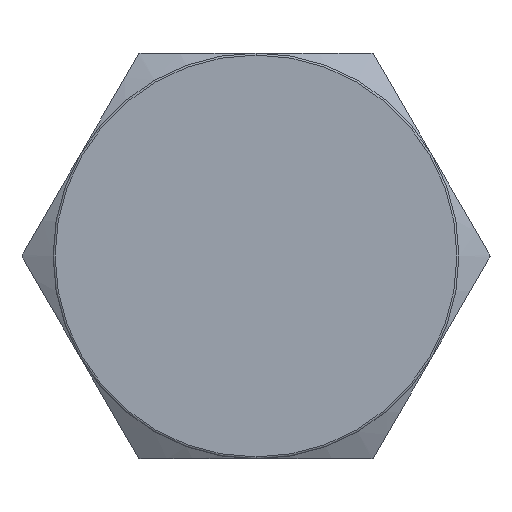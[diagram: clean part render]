
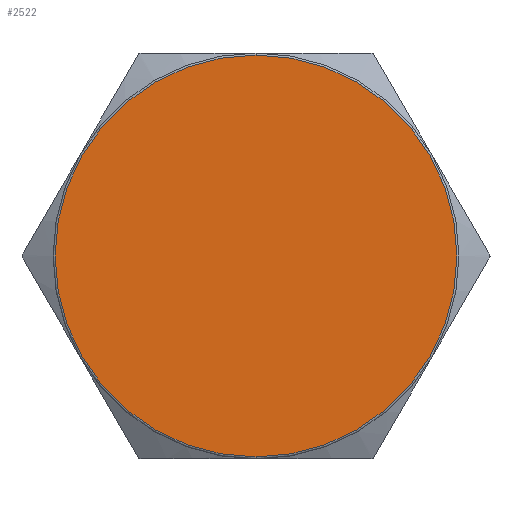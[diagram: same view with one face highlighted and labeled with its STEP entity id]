
A CAD part, left-side view. The second image highlights one B-rep face of the part: STEP entity #2522.
In plain terms, the highlighted planar face has unit normal (-1, 0, 0).
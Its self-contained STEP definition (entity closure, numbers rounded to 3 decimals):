
#545=CARTESIAN_POINT('',(-2.5,0.,0.));
#546=DIRECTION('',(-1.,0.,0.));
#547=DIRECTION('',(0.,0.,1.));
#548=AXIS2_PLACEMENT_3D('',#545,#546,#547);
#550=CARTESIAN_POINT('',(-2.5,0.,0.));
#551=DIRECTION('',(-1.,0.,0.));
#552=DIRECTION('',(0.,0.,-1.));
#553=AXIS2_PLACEMENT_3D('',#550,#551,#552);
#2059=CARTESIAN_POINT('',(-2.5,0.,20.4));
#2060=CARTESIAN_POINT('',(-2.5,0.,-20.4));
#2061=VERTEX_POINT('',#2059);
#2062=VERTEX_POINT('',#2060);
#2512=CARTESIAN_POINT('',(-2.5,0.,0.));
#2513=DIRECTION('',(1.,0.,0.));
#2514=DIRECTION('',(0.,1.,0.));
#2515=AXIS2_PLACEMENT_3D('',#2512,#2513,#2514);
#2516=PLANE('',#2515);
#2518=ORIENTED_EDGE('',*,*,#2517,.F.);
#2519=ORIENTED_EDGE('',*,*,#2502,.F.);
#2520=EDGE_LOOP('',(#2518,#2519));
#2521=FACE_OUTER_BOUND('',#2520,.F.);
#549=CIRCLE('',#548,20.4);
#554=CIRCLE('',#553,20.4);
#2502=EDGE_CURVE('',#2062,#2061,#554,.T.);
#2517=EDGE_CURVE('',#2061,#2062,#549,.T.);
#2522=ADVANCED_FACE('',(#2521),#2516,.F.);
